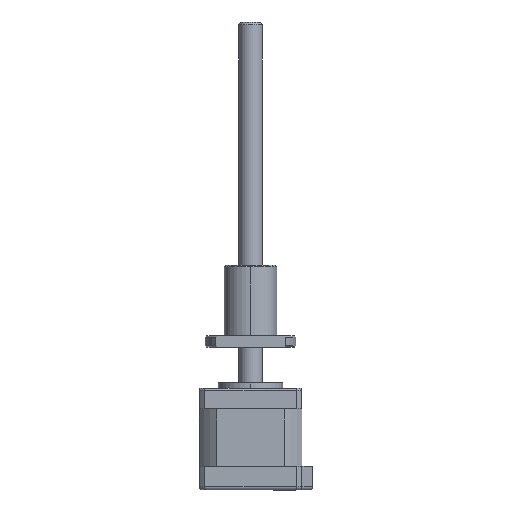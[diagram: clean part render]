
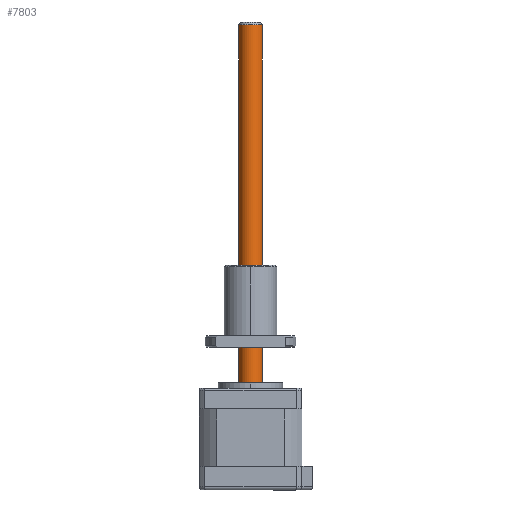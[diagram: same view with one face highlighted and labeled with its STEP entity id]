
A CAD part, top view. The second image highlights one B-rep face of the part: STEP entity #7803.
In plain terms, the highlighted cylindrical face has radius 4 mm (diameter 8 mm), a partial arc.
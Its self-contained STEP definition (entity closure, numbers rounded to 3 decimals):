
#1238 = VERTEX_POINT ( 'NONE', #20099 ) ;
#1341 = ORIENTED_EDGE ( 'NONE', *, *, #25613, .F. ) ;
#4099 = ORIENTED_EDGE ( 'NONE', *, *, #35807, .T. ) ;
#7803 = ADVANCED_FACE ( 'NONE', ( #21709 ), #20126, .T. ) ;
#7838 = DIRECTION ( 'NONE',  ( 0., -1., 0. ) ) ;
#8045 = LINE ( 'NONE', #27628, #19747 ) ;
#9164 = VECTOR ( 'NONE', #7838, 1000. ) ;
#10812 = EDGE_CURVE ( 'NONE', #1238, #28649, #14211, .T. ) ;
#11140 = DIRECTION ( 'NONE',  ( -1., 0., 0. ) ) ;
#11907 = EDGE_CURVE ( 'NONE', #29016, #21098, #19848, .T. ) ;
#12885 = CARTESIAN_POINT ( 'NONE',  ( -8.709, 15.993, 16.638 ) ) ;
#14211 = CIRCLE ( 'NONE', #24913, 4. ) ;
#14312 = DIRECTION ( 'NONE',  ( 0., -1., 0. ) ) ;
#15974 = AXIS2_PLACEMENT_3D ( 'NONE', #28341, #18480, #38452 ) ;
#17978 = EDGE_LOOP ( 'NONE', ( #1341, #33681, #4099, #32015 ) ) ;
#18480 = DIRECTION ( 'NONE',  ( 0., -1., 0. ) ) ;
#19747 = VECTOR ( 'NONE', #23932, 1000. ) ;
#19848 = CIRCLE ( 'NONE', #15974, 4. ) ;
#20099 = CARTESIAN_POINT ( 'NONE',  ( -0.709, 139.993, 16.638 ) ) ;
#20126 = CYLINDRICAL_SURFACE ( 'NONE', #36958, 4. ) ;
#21098 = VERTEX_POINT ( 'NONE', #12885 ) ;
#21709 = FACE_OUTER_BOUND ( 'NONE', #17978, .T. ) ;
#23932 = DIRECTION ( 'NONE',  ( 0., -1., 0. ) ) ;
#24313 = CARTESIAN_POINT ( 'NONE',  ( -4.709, 140.993, 16.638 ) ) ;
#24913 = AXIS2_PLACEMENT_3D ( 'NONE', #34202, #40823, #37626 ) ;
#24982 = CARTESIAN_POINT ( 'NONE',  ( -0.709, 140.993, 16.638 ) ) ;
#25613 = EDGE_CURVE ( 'NONE', #1238, #29016, #40798, .T. ) ;
#27628 = CARTESIAN_POINT ( 'NONE',  ( -8.709, 140.993, 16.638 ) ) ;
#28341 = CARTESIAN_POINT ( 'NONE',  ( -4.709, 15.993, 16.638 ) ) ;
#28649 = VERTEX_POINT ( 'NONE', #38515 ) ;
#29016 = VERTEX_POINT ( 'NONE', #37060 ) ;
#32015 = ORIENTED_EDGE ( 'NONE', *, *, #11907, .F. ) ;
#33681 = ORIENTED_EDGE ( 'NONE', *, *, #10812, .T. ) ;
#34202 = CARTESIAN_POINT ( 'NONE',  ( -4.709, 139.993, 16.638 ) ) ;
#35807 = EDGE_CURVE ( 'NONE', #28649, #21098, #8045, .T. ) ;
#36958 = AXIS2_PLACEMENT_3D ( 'NONE', #24313, #14312, #11140 ) ;
#37060 = CARTESIAN_POINT ( 'NONE',  ( -0.709, 15.993, 16.638 ) ) ;
#37626 = DIRECTION ( 'NONE',  ( 1., 0., 0. ) ) ;
#38452 = DIRECTION ( 'NONE',  ( -1., 0., 0. ) ) ;
#38515 = CARTESIAN_POINT ( 'NONE',  ( -8.709, 139.993, 16.638 ) ) ;
#40798 = LINE ( 'NONE', #24982, #9164 ) ;
#40823 = DIRECTION ( 'NONE',  ( 0., -1., 0. ) ) ;
